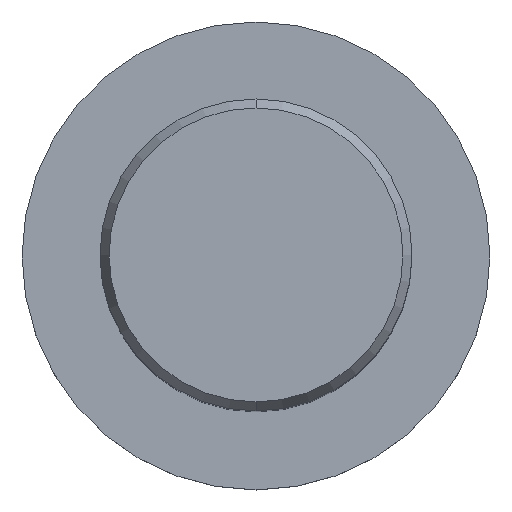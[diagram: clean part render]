
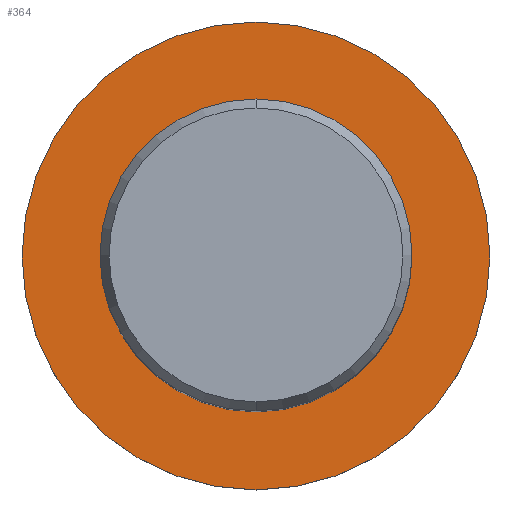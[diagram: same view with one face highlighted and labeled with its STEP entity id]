
A CAD part, top view. The second image highlights one B-rep face of the part: STEP entity #364.
In plain terms, the highlighted planar face has unit normal (0, 0, 1).
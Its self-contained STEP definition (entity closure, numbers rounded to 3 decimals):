
#276=VERTEX_POINT('',#735);
#364=ADVANCED_FACE('',(#836,#837),#838,.T.);
#398=VERTEX_POINT('',#874);
#422=VERTEX_POINT('',#903);
#494=EDGE_CURVE('',#276,#398,#978,.T.);
#508=EDGE_CURVE('',#422,#516,#993,.T.);
#516=VERTEX_POINT('',#1001);
#564=EDGE_CURVE('',#398,#276,#1050,.T.);
#668=EDGE_CURVE('',#516,#422,#1164,.T.);
#735=CARTESIAN_POINT('',(0.,-24.0,-60.0));
#836=FACE_BOUND('',#1441,.T.);
#837=FACE_OUTER_BOUND('',#1442,.T.);
#838=PLANE('',#1443);
#874=CARTESIAN_POINT('',(0.0,24.0,-60.0));
#903=CARTESIAN_POINT('',(0.,-16.0,-60.0));
#978=CIRCLE('',#1699,24.0);
#993=CIRCLE('',#1719,16.0);
#1001=CARTESIAN_POINT('',(0.0,16.0,-60.0));
#1050=CIRCLE('',#1803,24.0);
#1164=CIRCLE('',#2070,16.0);
#1441=EDGE_LOOP('',(#2266,#2267));
#1442=EDGE_LOOP('',(#2268,#2269));
#1443=AXIS2_PLACEMENT_3D('',#2270,#2271,#2272);
#1699=AXIS2_PLACEMENT_3D('',#2440,#2441,#2442);
#1719=AXIS2_PLACEMENT_3D('',#2465,#2466,#2467);
#1803=AXIS2_PLACEMENT_3D('',#2512,#2513,#2514);
#2070=AXIS2_PLACEMENT_3D('',#2636,#2637,#2638);
#2266=ORIENTED_EDGE('',*,*,#668,.T.);
#2267=ORIENTED_EDGE('',*,*,#508,.T.);
#2268=ORIENTED_EDGE('',*,*,#564,.F.);
#2269=ORIENTED_EDGE('',*,*,#494,.F.);
#2270=CARTESIAN_POINT('',(0.0,12.0,-60.0));
#2271=DIRECTION('',(-0.0,0.0,1.0));
#2272=DIRECTION('',(0.0,-1.0,0.0));
#2440=CARTESIAN_POINT('',(0.0,0.0,-60.0));
#2441=DIRECTION('',(0.0,0.0,-1.0));
#2442=DIRECTION('',(0.0,1.0,0.0));
#2465=CARTESIAN_POINT('',(0.0,0.0,-60.0));
#2466=DIRECTION('',(-0.0,0.0,-1.0));
#2467=DIRECTION('',(0.0,1.0,0.0));
#2512=CARTESIAN_POINT('',(0.0,0.0,-60.0));
#2513=DIRECTION('',(0.0,0.0,-1.0));
#2514=DIRECTION('',(0.0,1.0,0.0));
#2636=CARTESIAN_POINT('',(0.0,0.0,-60.0));
#2637=DIRECTION('',(-0.0,0.0,-1.0));
#2638=DIRECTION('',(0.0,1.0,0.0));
